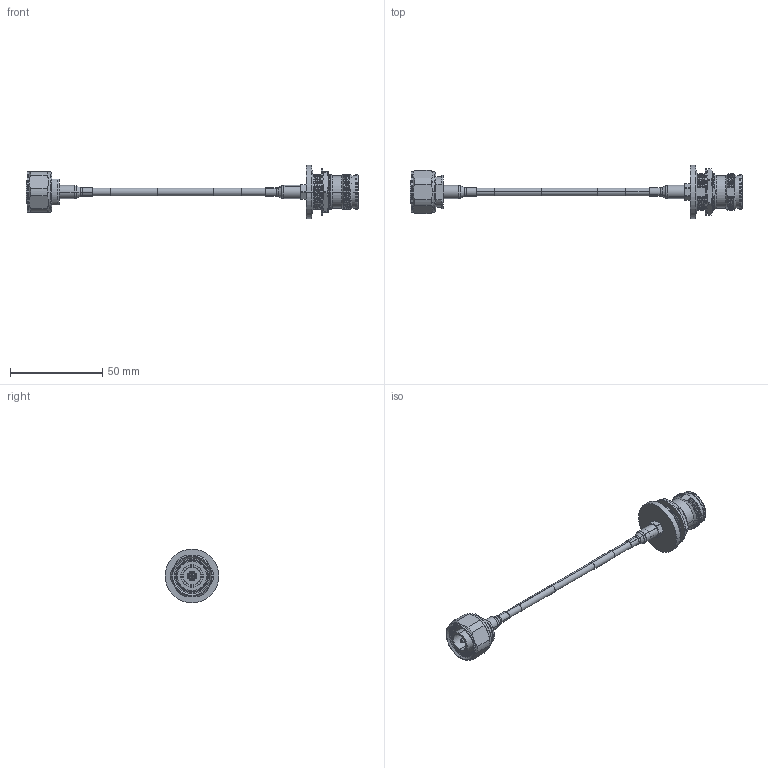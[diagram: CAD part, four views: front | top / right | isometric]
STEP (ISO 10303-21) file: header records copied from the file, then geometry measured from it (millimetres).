
FILE_DESCRIPTION (( 'STEP AP214' ), '1' );
FILE_NAME ('FMCA2464_3D.step', '2024-07-18T18:16:14', ( '' ), ( '' ), 'SwSTEP 2.0', 'SolidWorks 2022', '' );
FILE_SCHEMA (( 'AUTOMOTIVE_DESIGN' ));
Length unit declared in the file: inch
Products named in the file (5): Copy of TFT-402^FMCA2464_LABEL+PE PIM; Copy of TFT-402-MA1^FMCA2464; FMCA2464_3D; Copy of TC-402-4310F-BH-LP-PE^FMCA2464; Copy of TC-402-4195M-LP-PE^FMCA2464
Assembly tree (5 placements, depth 2):
  FMCA2464_3D
    Copy of TFT-402^FMCA2464_LABEL+PE PIM
    Copy of TC-402-4195M-LP-PE^FMCA2464
    Copy of TFT-402-MA1^FMCA2464  x2
    Copy of TC-402-4310F-BH-LP-PE^FMCA2464
Bounding box: 179.55 x 29 x 29 mm (x, y, z)
Volume: 13960.3 mm3; surface area: 14875.6 mm2
Topology: 8 solids, 8 shells, 633 faces, 1589 edges, 985 vertices
Faces by surface type: cylinder 157, bspline 150, cone 148, plane 140, torus 38
Entity records: 67458 total; most frequent: CARTESIAN_POINT 53845, ORIENTED_EDGE 3082, DIRECTION 2465, EDGE_CURVE 1541, AXIS2_PLACEMENT_3D 1009, VERTEX_POINT 961, EDGE_LOOP 654, ADVANCED_FACE 611
